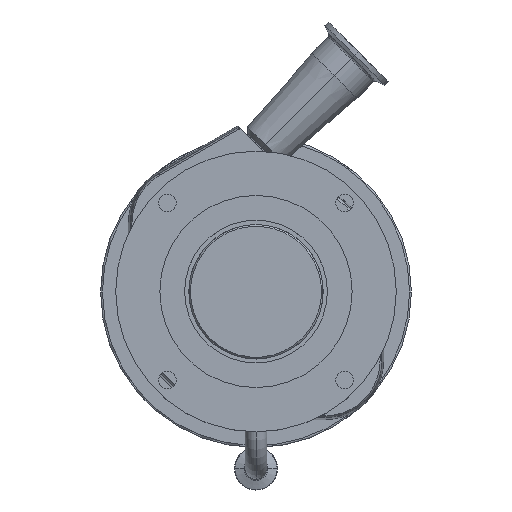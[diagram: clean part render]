
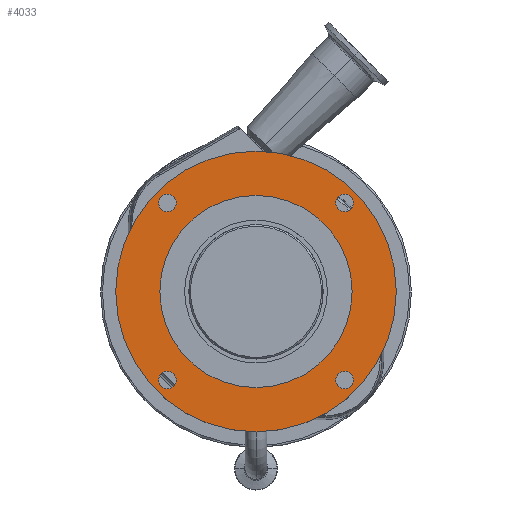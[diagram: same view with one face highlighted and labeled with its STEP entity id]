
A CAD part, top view. The second image highlights one B-rep face of the part: STEP entity #4033.
In plain terms, the highlighted planar face has unit normal (0, 0, 1).
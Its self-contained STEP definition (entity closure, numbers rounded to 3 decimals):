
#96 = CARTESIAN_POINT ( 'NONE',  ( 0., 0., -5.5 ) ) ;
#130 = CARTESIAN_POINT ( 'NONE',  ( 47.509, 52.759, -5.5 ) ) ;
#194 = EDGE_LOOP ( 'NONE', ( #7279, #6192 ) ) ;
#467 = CIRCLE ( 'NONE', #8162, 83.5 ) ;
#473 = CIRCLE ( 'NONE', #8773, 57.2 ) ;
#606 = CARTESIAN_POINT ( 'NONE',  ( 58.009, 52.759, -5.5 ) ) ;
#640 = EDGE_CURVE ( 'NONE', #9268, #5230, #1596, .T. ) ;
#651 = CIRCLE ( 'NONE', #8475, 57.2 ) ;
#667 = CARTESIAN_POINT ( 'NONE',  ( -57.2, 0., -5.5 ) ) ;
#881 = EDGE_CURVE ( 'NONE', #8642, #8980, #7487, .T. ) ;
#1009 = ORIENTED_EDGE ( 'NONE', *, *, #8805, .T. ) ;
#1057 = CIRCLE ( 'NONE', #6175, 5.25 ) ;
#1204 = FACE_BOUND ( 'NONE', #194, .T. ) ;
#1247 = VERTEX_POINT ( 'NONE', #7803 ) ;
#1432 = AXIS2_PLACEMENT_3D ( 'NONE', #4157, #6123, #7688 ) ;
#1513 = DIRECTION ( 'NONE',  ( 1., 0., 0. ) ) ;
#1533 = DIRECTION ( 'NONE',  ( 1., 0., 0. ) ) ;
#1596 = CIRCLE ( 'NONE', #7006, 5.25 ) ;
#1720 = DIRECTION ( 'NONE',  ( 1., 0., 0. ) ) ;
#1859 = FACE_OUTER_BOUND ( 'NONE', #8828, .T. ) ;
#1881 = EDGE_CURVE ( 'NONE', #5230, #9268, #7845, .T. ) ;
#1944 = FACE_BOUND ( 'NONE', #5584, .T. ) ;
#1980 = DIRECTION ( 'NONE',  ( 0., 0., 1. ) ) ;
#2036 = CIRCLE ( 'NONE', #2625, 5.25 ) ;
#2183 = EDGE_LOOP ( 'NONE', ( #7437, #6306 ) ) ;
#2277 = EDGE_CURVE ( 'NONE', #7298, #3235, #467, .T. ) ;
#2463 = EDGE_CURVE ( 'NONE', #3745, #2975, #473, .T. ) ;
#2625 = AXIS2_PLACEMENT_3D ( 'NONE', #9018, #3296, #2671 ) ;
#2671 = DIRECTION ( 'NONE',  ( 1., 0., 0. ) ) ;
#2679 = CARTESIAN_POINT ( 'NONE',  ( 83.5, 0., -5.5 ) ) ;
#2937 = ORIENTED_EDGE ( 'NONE', *, *, #8892, .F. ) ;
#2957 = CARTESIAN_POINT ( 'NONE',  ( -52.759, 52.759, -5.5 ) ) ;
#2960 = CARTESIAN_POINT ( 'NONE',  ( -52.759, -52.759, -5.5 ) ) ;
#2975 = VERTEX_POINT ( 'NONE', #6622 ) ;
#3235 = VERTEX_POINT ( 'NONE', #2679 ) ;
#3296 = DIRECTION ( 'NONE',  ( 0., 0., 1. ) ) ;
#3595 = DIRECTION ( 'NONE',  ( 1., 0., 0. ) ) ;
#3745 = VERTEX_POINT ( 'NONE', #667 ) ;
#3918 = DIRECTION ( 'NONE',  ( 0., 0., 1. ) ) ;
#3974 = EDGE_LOOP ( 'NONE', ( #6497, #2937 ) ) ;
#3998 = CARTESIAN_POINT ( 'NONE',  ( -52.759, 52.759, -5.5 ) ) ;
#4033 = ADVANCED_FACE ( 'NONE', ( #5569, #7043, #1944, #1204, #1859, #5487 ), #6240, .T. ) ;
#4151 = CIRCLE ( 'NONE', #6095, 5.25 ) ;
#4157 = CARTESIAN_POINT ( 'NONE',  ( 52.759, 52.759, -5.5 ) ) ;
#4308 = DIRECTION ( 'NONE',  ( 0., 0., 1. ) ) ;
#4359 = CARTESIAN_POINT ( 'NONE',  ( -58.009, 52.759, -5.5 ) ) ;
#4535 = DIRECTION ( 'NONE',  ( 0., 0., 1. ) ) ;
#4537 = CARTESIAN_POINT ( 'NONE',  ( 0., 0., -5.5 ) ) ;
#4552 = EDGE_LOOP ( 'NONE', ( #8098, #8962 ) ) ;
#4595 = CARTESIAN_POINT ( 'NONE',  ( 0., 0., -5.5 ) ) ;
#4608 = DIRECTION ( 'NONE',  ( 0., 0., 1. ) ) ;
#4754 = DIRECTION ( 'NONE',  ( 0., 0., 1. ) ) ;
#4791 = CARTESIAN_POINT ( 'NONE',  ( 52.759, -52.759, -5.5 ) ) ;
#5197 = DIRECTION ( 'NONE',  ( 1., 0., 0. ) ) ;
#5200 = DIRECTION ( 'NONE',  ( 0., 0., 1. ) ) ;
#5230 = VERTEX_POINT ( 'NONE', #5356 ) ;
#5294 = DIRECTION ( 'NONE',  ( 0., 0., 1. ) ) ;
#5356 = CARTESIAN_POINT ( 'NONE',  ( -47.509, 52.759, -5.5 ) ) ;
#5372 = CARTESIAN_POINT ( 'NONE',  ( 58.009, -52.759, -5.5 ) ) ;
#5375 = AXIS2_PLACEMENT_3D ( 'NONE', #6884, #3918, #6075 ) ;
#5387 = VERTEX_POINT ( 'NONE', #606 ) ;
#5393 = EDGE_CURVE ( 'NONE', #1247, #8056, #1057, .T. ) ;
#5487 = FACE_BOUND ( 'NONE', #2183, .T. ) ;
#5490 = CIRCLE ( 'NONE', #1432, 5.25 ) ;
#5557 = EDGE_CURVE ( 'NONE', #5387, #8241, #4151, .T. ) ;
#5569 = FACE_BOUND ( 'NONE', #4552, .T. ) ;
#5584 = EDGE_LOOP ( 'NONE', ( #7516, #9222 ) ) ;
#5670 = DIRECTION ( 'NONE',  ( 0., 0., 1. ) ) ;
#5681 = EDGE_CURVE ( 'NONE', #8241, #5387, #5490, .T. ) ;
#6075 = DIRECTION ( 'NONE',  ( 1., 0., 0. ) ) ;
#6084 = CIRCLE ( 'NONE', #7899, 83.5 ) ;
#6095 = AXIS2_PLACEMENT_3D ( 'NONE', #7970, #7931, #1513 ) ;
#6123 = DIRECTION ( 'NONE',  ( 0., 0., 1. ) ) ;
#6125 = EDGE_CURVE ( 'NONE', #8056, #1247, #2036, .T. ) ;
#6175 = AXIS2_PLACEMENT_3D ( 'NONE', #4791, #1980, #6895 ) ;
#6192 = ORIENTED_EDGE ( 'NONE', *, *, #5681, .F. ) ;
#6236 = AXIS2_PLACEMENT_3D ( 'NONE', #2960, #7972, #8825 ) ;
#6240 = PLANE ( 'NONE',  #8700 ) ;
#6265 = ORIENTED_EDGE ( 'NONE', *, *, #2277, .T. ) ;
#6306 = ORIENTED_EDGE ( 'NONE', *, *, #2463, .F. ) ;
#6497 = ORIENTED_EDGE ( 'NONE', *, *, #881, .F. ) ;
#6622 = CARTESIAN_POINT ( 'NONE',  ( 57.2, 0., -5.5 ) ) ;
#6884 = CARTESIAN_POINT ( 'NONE',  ( -52.759, -52.759, -5.5 ) ) ;
#6886 = CARTESIAN_POINT ( 'NONE',  ( -58.009, -52.759, -5.5 ) ) ;
#6895 = DIRECTION ( 'NONE',  ( 1., 0., 0. ) ) ;
#6908 = CARTESIAN_POINT ( 'NONE',  ( 0., 0., -5.5 ) ) ;
#6990 = CIRCLE ( 'NONE', #6236, 5.25 ) ;
#7006 = AXIS2_PLACEMENT_3D ( 'NONE', #2957, #4535, #5197 ) ;
#7043 = FACE_BOUND ( 'NONE', #3974, .T. ) ;
#7216 = CARTESIAN_POINT ( 'NONE',  ( -83.5, 0., -5.5 ) ) ;
#7279 = ORIENTED_EDGE ( 'NONE', *, *, #5557, .F. ) ;
#7298 = VERTEX_POINT ( 'NONE', #7216 ) ;
#7402 = DIRECTION ( 'NONE',  ( 1., 0., 0. ) ) ;
#7437 = ORIENTED_EDGE ( 'NONE', *, *, #8008, .F. ) ;
#7487 = CIRCLE ( 'NONE', #5375, 5.25 ) ;
#7516 = ORIENTED_EDGE ( 'NONE', *, *, #6125, .F. ) ;
#7688 = DIRECTION ( 'NONE',  ( 1., 0., 0. ) ) ;
#7803 = CARTESIAN_POINT ( 'NONE',  ( 47.509, -52.759, -5.5 ) ) ;
#7845 = CIRCLE ( 'NONE', #9054, 5.25 ) ;
#7899 = AXIS2_PLACEMENT_3D ( 'NONE', #4537, #5200, #7402 ) ;
#7931 = DIRECTION ( 'NONE',  ( 0., 0., 1. ) ) ;
#7970 = CARTESIAN_POINT ( 'NONE',  ( 52.759, 52.759, -5.5 ) ) ;
#7972 = DIRECTION ( 'NONE',  ( 0., 0., 1. ) ) ;
#8008 = EDGE_CURVE ( 'NONE', #2975, #3745, #651, .T. ) ;
#8038 = CARTESIAN_POINT ( 'NONE',  ( 0., 0., -5.5 ) ) ;
#8056 = VERTEX_POINT ( 'NONE', #5372 ) ;
#8098 = ORIENTED_EDGE ( 'NONE', *, *, #1881, .F. ) ;
#8162 = AXIS2_PLACEMENT_3D ( 'NONE', #8038, #5670, #1533 ) ;
#8241 = VERTEX_POINT ( 'NONE', #130 ) ;
#8453 = DIRECTION ( 'NONE',  ( 1., 0., 0. ) ) ;
#8475 = AXIS2_PLACEMENT_3D ( 'NONE', #96, #4308, #3595 ) ;
#8642 = VERTEX_POINT ( 'NONE', #9341 ) ;
#8700 = AXIS2_PLACEMENT_3D ( 'NONE', #6908, #4754, #8453 ) ;
#8773 = AXIS2_PLACEMENT_3D ( 'NONE', #4595, #5294, #8974 ) ;
#8805 = EDGE_CURVE ( 'NONE', #3235, #7298, #6084, .T. ) ;
#8825 = DIRECTION ( 'NONE',  ( 1., 0., 0. ) ) ;
#8828 = EDGE_LOOP ( 'NONE', ( #1009, #6265 ) ) ;
#8892 = EDGE_CURVE ( 'NONE', #8980, #8642, #6990, .T. ) ;
#8962 = ORIENTED_EDGE ( 'NONE', *, *, #640, .F. ) ;
#8974 = DIRECTION ( 'NONE',  ( 1., 0., 0. ) ) ;
#8980 = VERTEX_POINT ( 'NONE', #6886 ) ;
#9018 = CARTESIAN_POINT ( 'NONE',  ( 52.759, -52.759, -5.5 ) ) ;
#9054 = AXIS2_PLACEMENT_3D ( 'NONE', #3998, #4608, #1720 ) ;
#9222 = ORIENTED_EDGE ( 'NONE', *, *, #5393, .F. ) ;
#9268 = VERTEX_POINT ( 'NONE', #4359 ) ;
#9341 = CARTESIAN_POINT ( 'NONE',  ( -47.509, -52.759, -5.5 ) ) ;
